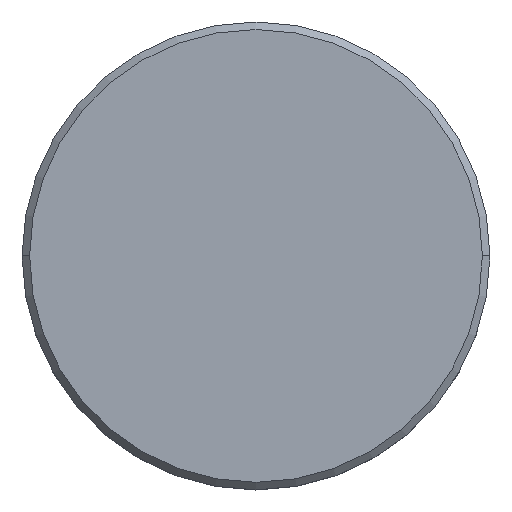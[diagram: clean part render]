
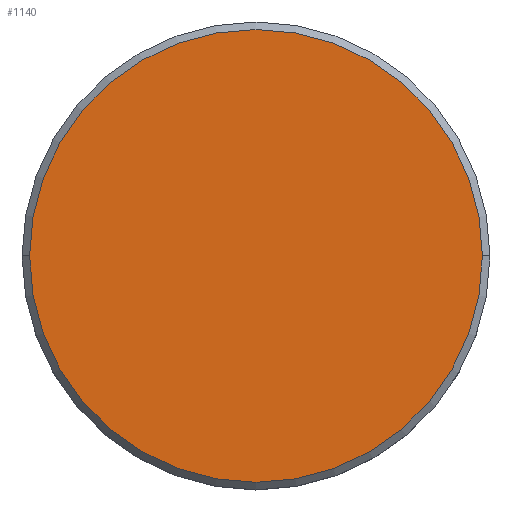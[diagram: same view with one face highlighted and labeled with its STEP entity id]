
A CAD part, top view. The second image highlights one B-rep face of the part: STEP entity #1140.
In plain terms, the highlighted planar face has unit normal (0, 0, 1).
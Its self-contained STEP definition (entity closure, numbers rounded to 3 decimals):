
#48 = EDGE_CURVE ( 'NONE', #842, #62, #771, .T. ) ;
#62 = VERTEX_POINT ( 'NONE', #322 ) ;
#65 = CIRCLE ( 'NONE', #295, 15. ) ;
#75 = DIRECTION ( 'NONE',  ( 0., 0., 1. ) ) ;
#87 = CARTESIAN_POINT ( 'NONE',  ( 0., 0., 0. ) ) ;
#114 = DIRECTION ( 'NONE',  ( 0., 0., 1. ) ) ;
#160 = AXIS2_PLACEMENT_3D ( 'NONE', #648, #370, #187 ) ;
#178 = DIRECTION ( 'NONE',  ( 1., 0., 0. ) ) ;
#187 = DIRECTION ( 'NONE',  ( 1., 0., 0. ) ) ;
#251 = AXIS2_PLACEMENT_3D ( 'NONE', #1141, #114, #395 ) ;
#295 = AXIS2_PLACEMENT_3D ( 'NONE', #87, #75, #178 ) ;
#322 = CARTESIAN_POINT ( 'NONE',  ( -15., 0., 0. ) ) ;
#370 = DIRECTION ( 'NONE',  ( 0., 0., 1. ) ) ;
#395 = DIRECTION ( 'NONE',  ( 1., 0., 0. ) ) ;
#606 = CARTESIAN_POINT ( 'NONE',  ( 15., 0., 0. ) ) ;
#648 = CARTESIAN_POINT ( 'NONE',  ( 0., 0., 0. ) ) ;
#771 = CIRCLE ( 'NONE', #251, 15. ) ;
#799 = ORIENTED_EDGE ( 'NONE', *, *, #1038, .T. ) ;
#828 = FACE_OUTER_BOUND ( 'NONE', #1152, .T. ) ;
#835 = PLANE ( 'NONE',  #160 ) ;
#842 = VERTEX_POINT ( 'NONE', #606 ) ;
#1005 = ORIENTED_EDGE ( 'NONE', *, *, #48, .T. ) ;
#1038 = EDGE_CURVE ( 'NONE', #62, #842, #65, .T. ) ;
#1140 = ADVANCED_FACE ( 'NONE', ( #828 ), #835, .T. ) ;
#1141 = CARTESIAN_POINT ( 'NONE',  ( 0., 0., 0. ) ) ;
#1152 = EDGE_LOOP ( 'NONE', ( #799, #1005 ) ) ;
